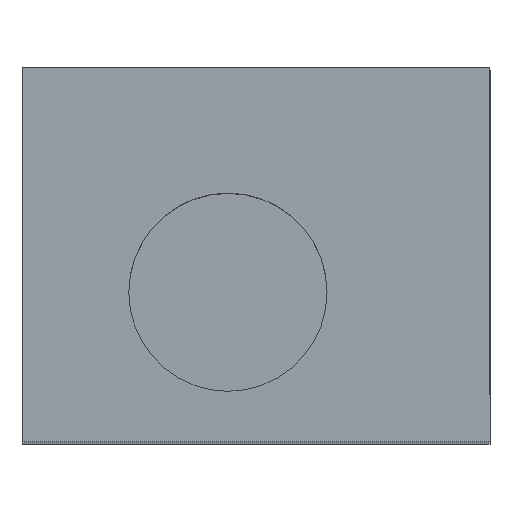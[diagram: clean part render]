
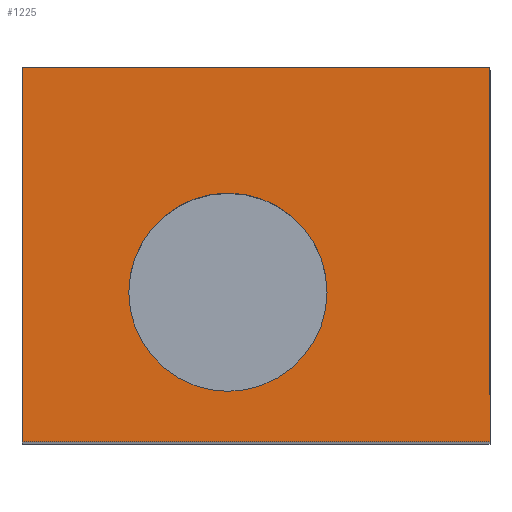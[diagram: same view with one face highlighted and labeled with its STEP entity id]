
A CAD part, top view. The second image highlights one B-rep face of the part: STEP entity #1225.
In plain terms, the highlighted face is planar.
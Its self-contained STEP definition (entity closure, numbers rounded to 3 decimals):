
#647=CARTESIAN_POINT('',(-19.706,-46.0,-2.));
#648=VERTEX_POINT('',#647);
#664=CARTESIAN_POINT('',(-30.294,-46.0,-2.));
#665=VERTEX_POINT('',#664);
#672=CARTESIAN_POINT('',(-25.,-46.0,-2.));
#673=DIRECTION('',(0.0,1.0,0.0));
#674=DIRECTION('',(1.0,0.0,0.0));
#675=AXIS2_PLACEMENT_3D('',#672,#673,#674);
#676=CIRCLE('',#675,5.294);
#677=EDGE_CURVE('',#648,#665,#676,.T.);
#688=CARTESIAN_POINT('',(-25.,-46.0,-2.));
#689=DIRECTION('',(0.0,1.0,0.0));
#690=DIRECTION('',(1.0,0.0,0.0));
#691=AXIS2_PLACEMENT_3D('',#688,#689,#690);
#692=CIRCLE('',#691,5.294);
#693=EDGE_CURVE('',#665,#648,#692,.T.);
#1165=CARTESIAN_POINT('',(-11.0,-46.0,10.0));
#1166=VERTEX_POINT('',#1165);
#1173=CARTESIAN_POINT('',(-11.0,-46.0,-10.0));
#1174=VERTEX_POINT('',#1173);
#1175=CARTESIAN_POINT('',(-11.0,-46.0,-10.0));
#1176=DIRECTION('',(0.0,0.0,1.0));
#1177=VECTOR('',#1176,20.0);
#1178=LINE('',#1175,#1177);
#1179=EDGE_CURVE('',#1174,#1166,#1178,.T.);
#1191=CARTESIAN_POINT('',(-11.0,-46.0,-10.0));
#1192=DIRECTION('',(0.0,-1.0,0.0));
#1193=DIRECTION('',(0.0,0.0,-1.0));
#1194=AXIS2_PLACEMENT_3D('',#1191,#1192,#1193);
#1195=PLANE('',#1194);
#1196=CARTESIAN_POINT('',(-36.0,-46.0,10.0));
#1197=VERTEX_POINT('',#1196);
#1198=CARTESIAN_POINT('',(-11.0,-46.0,10.0));
#1199=DIRECTION('',(-1.0,0.0,0.0));
#1200=VECTOR('',#1199,25.0);
#1201=LINE('',#1198,#1200);
#1202=EDGE_CURVE('',#1166,#1197,#1201,.T.);
#1203=ORIENTED_EDGE('',*,*,#1202,.T.);
#1204=CARTESIAN_POINT('',(-36.0,-46.0,-10.0));
#1205=VERTEX_POINT('',#1204);
#1206=CARTESIAN_POINT('',(-36.0,-46.0,-10.0));
#1207=DIRECTION('',(0.0,0.0,1.0));
#1208=VECTOR('',#1207,20.0);
#1209=LINE('',#1206,#1208);
#1210=EDGE_CURVE('',#1205,#1197,#1209,.T.);
#1211=ORIENTED_EDGE('',*,*,#1210,.F.);
#1212=CARTESIAN_POINT('',(-36.0,-46.0,-10.0));
#1213=DIRECTION('',(1.0,0.0,0.0));
#1214=VECTOR('',#1213,25.0);
#1215=LINE('',#1212,#1214);
#1216=EDGE_CURVE('',#1205,#1174,#1215,.T.);
#1217=ORIENTED_EDGE('',*,*,#1216,.T.);
#1218=ORIENTED_EDGE('',*,*,#1179,.T.);
#1219=EDGE_LOOP('',(#1203,#1211,#1217,#1218));
#1220=FACE_OUTER_BOUND('',#1219,.T.);
#1221=ORIENTED_EDGE('',*,*,#677,.T.);
#1222=ORIENTED_EDGE('',*,*,#693,.T.);
#1223=EDGE_LOOP('',(#1221,#1222));
#1224=FACE_BOUND('',#1223,.T.);
#1225=ADVANCED_FACE('',(#1220,#1224),#1195,.T.);
